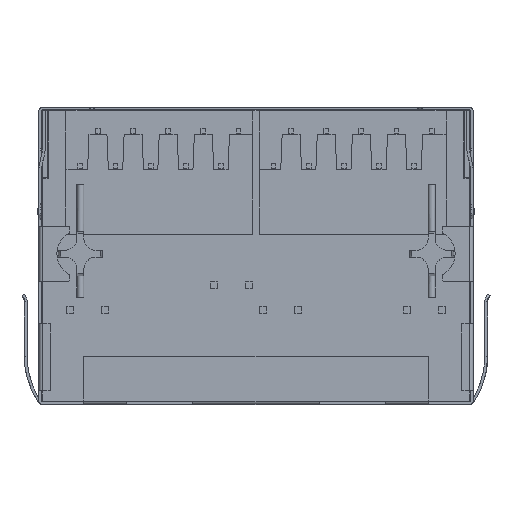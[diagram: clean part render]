
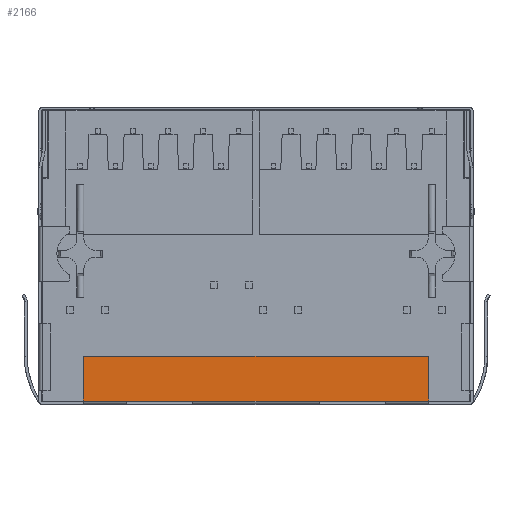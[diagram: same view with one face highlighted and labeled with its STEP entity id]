
A CAD part, top view. The second image highlights one B-rep face of the part: STEP entity #2166.
In plain terms, the highlighted planar face has unit normal (0, 0, 1).
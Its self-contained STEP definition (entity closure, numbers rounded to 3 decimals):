
#2166 = ADVANCED_FACE( '', ( #5027 ), #5028, .T. );
#5027 = FACE_OUTER_BOUND( '', #8929, .T. );
#5028 = PLANE( '', #8930 );
#8929 = EDGE_LOOP( '', ( #16089, #16090, #16091, #16092, #16093, #16094, #16095, #16096, #16097, #16098 ) );
#8930 = AXIS2_PLACEMENT_3D( '', #16099, #16100, #16101 );
#16089 = ORIENTED_EDGE( '', *, *, #24920, .T. );
#16090 = ORIENTED_EDGE( '', *, *, #22776, .F. );
#16091 = ORIENTED_EDGE( '', *, *, #24921, .T. );
#16092 = ORIENTED_EDGE( '', *, *, #24856, .F. );
#16093 = ORIENTED_EDGE( '', *, *, #24666, .T. );
#16094 = ORIENTED_EDGE( '', *, *, #24407, .T. );
#16095 = ORIENTED_EDGE( '', *, *, #24922, .T. );
#16096 = ORIENTED_EDGE( '', *, *, #24727, .F. );
#16097 = ORIENTED_EDGE( '', *, *, #24923, .T. );
#16098 = ORIENTED_EDGE( '', *, *, #24924, .T. );
#16099 = CARTESIAN_POINT( '', ( -15.45, -7.25, 6.75 ) );
#16100 = DIRECTION( '', ( 0., 0., 1. ) );
#16101 = DIRECTION( '', ( 1., 0., 0. ) );
#22776 = EDGE_CURVE( '', #27288, #27283, #27290, .T. );
#24407 = EDGE_CURVE( '', #29996, #27180, #29997, .T. );
#24666 = EDGE_CURVE( '', #30389, #29996, #30390, .T. );
#24727 = EDGE_CURVE( '', #30471, #30473, #30474, .T. );
#24856 = EDGE_CURVE( '', #30389, #30660, #30661, .T. );
#24920 = EDGE_CURVE( '', #30749, #27283, #30750, .T. );
#24921 = EDGE_CURVE( '', #27288, #30660, #30751, .T. );
#24922 = EDGE_CURVE( '', #27180, #30473, #30752, .T. );
#24923 = EDGE_CURVE( '', #30471, #30753, #30754, .T. );
#24924 = EDGE_CURVE( '', #30753, #30749, #30755, .T. );
#27180 = VERTEX_POINT( '', #33815 );
#27283 = VERTEX_POINT( '', #33954 );
#27288 = VERTEX_POINT( '', #33961 );
#27290 = LINE( '', #33964, #33965 );
#29996 = VERTEX_POINT( '', #38542 );
#29997 = LINE( '', #38543, #38544 );
#30389 = VERTEX_POINT( '', #39198 );
#30390 = LINE( '', #39199, #39200 );
#30471 = VERTEX_POINT( '', #39322 );
#30473 = VERTEX_POINT( '', #39325 );
#30474 = LINE( '', #39326, #39327 );
#30660 = VERTEX_POINT( '', #39622 );
#30661 = LINE( '', #39623, #39624 );
#30749 = VERTEX_POINT( '', #39794 );
#30750 = CIRCLE( '', #39795, 0.1 );
#30751 = CIRCLE( '', #39796, 0.1 );
#30752 = LINE( '', #39797, #39798 );
#30753 = VERTEX_POINT( '', #39799 );
#30754 = LINE( '', #39800, #39801 );
#30755 = LINE( '', #39802, #39803 );
#33815 = CARTESIAN_POINT( '', ( -4.585, -10.5, 6.75 ) );
#33954 = CARTESIAN_POINT( '', ( 12.4, -7.25, 6.75 ) );
#33961 = CARTESIAN_POINT( '', ( -12.4, -7.25, 6.75 ) );
#33964 = CARTESIAN_POINT( '', ( -15.45, -7.25, 6.75 ) );
#33965 = VECTOR( '', #44034, 1000. );
#38542 = CARTESIAN_POINT( '', ( -9.385, -10.5, 6.75 ) );
#38543 = CARTESIAN_POINT( '', ( -9.385, -10.5, 6.75 ) );
#38544 = VECTOR( '', #45697, 1000. );
#39198 = CARTESIAN_POINT( '', ( -12.5, -10.5, 6.75 ) );
#39199 = CARTESIAN_POINT( '', ( -15.45, -10.5, 6.75 ) );
#39200 = VECTOR( '', #45963, 1000. );
#39322 = CARTESIAN_POINT( '', ( 9.385, -10.5, 6.75 ) );
#39325 = CARTESIAN_POINT( '', ( 4.585, -10.5, 6.75 ) );
#39326 = CARTESIAN_POINT( '', ( 9.385, -10.5, 6.75 ) );
#39327 = VECTOR( '', #46021, 1000. );
#39622 = CARTESIAN_POINT( '', ( -12.5, -7.35, 6.75 ) );
#39623 = CARTESIAN_POINT( '', ( -12.5, -10.75, 6.75 ) );
#39624 = VECTOR( '', #46143, 1000. );
#39794 = CARTESIAN_POINT( '', ( 12.5, -7.35, 6.75 ) );
#39795 = AXIS2_PLACEMENT_3D( '', #46206, #46207, #46208 );
#39796 = AXIS2_PLACEMENT_3D( '', #46209, #46210, #46211 );
#39797 = CARTESIAN_POINT( '', ( -15.45, -10.5, 6.75 ) );
#39798 = VECTOR( '', #46212, 1000. );
#39799 = CARTESIAN_POINT( '', ( 12.5, -10.5, 6.75 ) );
#39800 = CARTESIAN_POINT( '', ( -15.45, -10.5, 6.75 ) );
#39801 = VECTOR( '', #46213, 1000. );
#39802 = CARTESIAN_POINT( '', ( 12.5, -10.75, 6.75 ) );
#39803 = VECTOR( '', #46214, 1000. );
#44034 = DIRECTION( '', ( 1., 0., 0. ) );
#45697 = DIRECTION( '', ( 1., 0., 0. ) );
#45963 = DIRECTION( '', ( 1., 0., 0. ) );
#46021 = DIRECTION( '', ( -1., 0., 0. ) );
#46143 = DIRECTION( '', ( 0., 1., 0. ) );
#46206 = CARTESIAN_POINT( '', ( 12.4, -7.35, 6.75 ) );
#46207 = DIRECTION( '', ( 0., 0., 1. ) );
#46208 = DIRECTION( '', ( 1., 0., 0. ) );
#46209 = CARTESIAN_POINT( '', ( -12.4, -7.35, 6.75 ) );
#46210 = DIRECTION( '', ( 0., 0., 1. ) );
#46211 = DIRECTION( '', ( 1., 0., 0. ) );
#46212 = DIRECTION( '', ( 1., 0., 0. ) );
#46213 = DIRECTION( '', ( 1., 0., 0. ) );
#46214 = DIRECTION( '', ( 0., 1., 0. ) );
